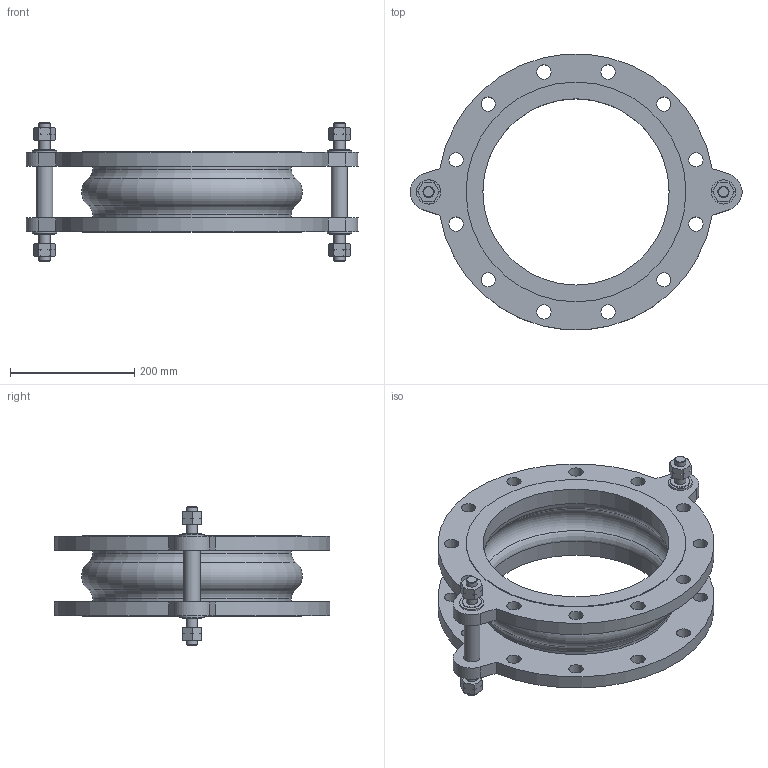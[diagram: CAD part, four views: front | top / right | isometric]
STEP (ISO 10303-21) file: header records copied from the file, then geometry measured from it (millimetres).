
FILE_DESCRIPTION(/* description */ ('Rubber Compensator VM 3920L-DN300'),/* implementation_level */ '2;1');
FILE_NAME(/* name */ 'Rubber Compensator VM 3920L-DN300.stp',/* time_stamp */ '2020-04-06T13:14:47+06:00',/* author */ ('rahul_marsute'),/* organization */ (''),/* preprocessor_version */ 'ST-DEVELOPER v18',/* originating_system */ 'Autodesk Inventor 2020',/* authorisation */ '');
FILE_SCHEMA (('AUTOMOTIVE_DESIGN { 1 0 10303 214 3 1 1 }'));
Length unit declared in the file: millimetre
Products named in the file (1): Rubber Compensator VM 3920L-DN300
Bounding box: 534.79 x 443.49 x 223.5 mm (x, y, z)
Volume: 4824855.4 mm3; surface area: 707833.6 mm2
Topology: 1 solids, 5 shells, 232 faces, 636 edges, 438 vertices
Faces by surface type: cone 100, plane 66, cylinder 60, torus 6
Full cylindrical faces by diameter (mm): 18 x8, 23 x28, 26 x2, 31 x4, 39 x4, 300 x2, 320 x2, 354 x2
Entity records: 7465 total; most frequent: CARTESIAN_POINT 1691, ORIENTED_EDGE 1272, DIRECTION 1170, EDGE_CURVE 636, AXIS2_PLACEMENT_3D 493, VERTEX_POINT 438, EDGE_LOOP 310, CIRCLE 260
